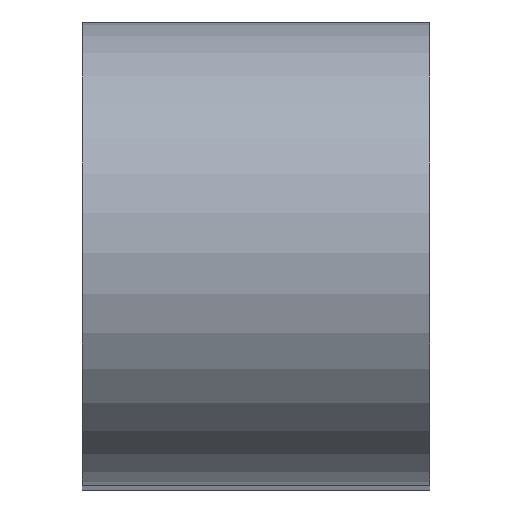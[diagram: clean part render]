
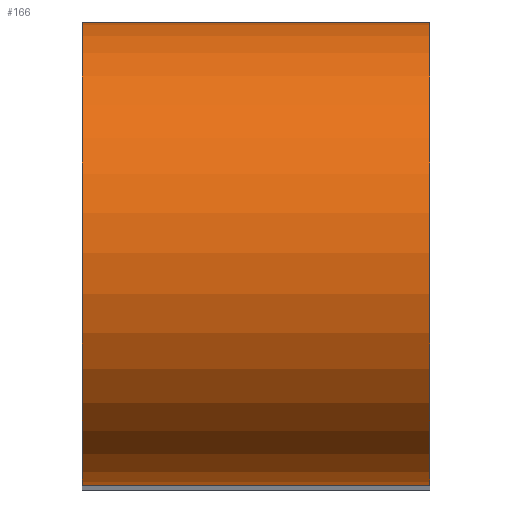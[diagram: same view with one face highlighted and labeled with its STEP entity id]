
A CAD part, top view. The second image highlights one B-rep face of the part: STEP entity #166.
In plain terms, the highlighted cylindrical face has radius 2 mm (diameter 4 mm), a partial arc.
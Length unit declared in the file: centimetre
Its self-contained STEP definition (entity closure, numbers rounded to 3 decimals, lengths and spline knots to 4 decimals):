
#28=FACE_OUTER_BOUND('',#40,.T.);
#40=EDGE_LOOP('',(#131,#132,#133,#134));
#54=LINE('',#295,#65);
#55=LINE('',#296,#66);
#65=VECTOR('',#245,1.);
#66=VECTOR('',#246,1.);
#74=CIRCLE('',#200,0.2);
#78=CIRCLE('',#206,0.2);
#85=VERTEX_POINT('',#276);
#86=VERTEX_POINT('',#278);
#91=VERTEX_POINT('',#292);
#92=VERTEX_POINT('',#293);
#100=EDGE_CURVE('',#86,#85,#74,.T.);
#107=EDGE_CURVE('',#91,#92,#78,.T.);
#108=EDGE_CURVE('',#92,#86,#54,.T.);
#109=EDGE_CURVE('',#85,#91,#55,.T.);
#131=ORIENTED_EDGE('',*,*,#107,.T.);
#132=ORIENTED_EDGE('',*,*,#108,.T.);
#133=ORIENTED_EDGE('',*,*,#100,.T.);
#134=ORIENTED_EDGE('',*,*,#109,.T.);
#160=CYLINDRICAL_SURFACE('',#205,0.2);
#166=ADVANCED_FACE('',(#28),#160,.T.);
#200=AXIS2_PLACEMENT_3D('',#279,#228,#229);
#205=AXIS2_PLACEMENT_3D('',#291,#241,#242);
#206=AXIS2_PLACEMENT_3D('',#294,#243,#244);
#228=DIRECTION('center_axis',(1.,0.,0.));
#229=DIRECTION('ref_axis',(0.,-0.707,0.707));
#241=DIRECTION('center_axis',(1.,0.,0.));
#242=DIRECTION('ref_axis',(0.,0.707,0.707));
#243=DIRECTION('center_axis',(-1.,0.,0.));
#244=DIRECTION('ref_axis',(0.,-0.707,0.707));
#245=DIRECTION('',(-1.,0.,0.));
#246=DIRECTION('',(1.,0.,0.));
#276=CARTESIAN_POINT('',(0.,-0.2,1.05));
#278=CARTESIAN_POINT('',(0.,0.2,1.05));
#279=CARTESIAN_POINT('Origin',(0.,0.,1.05));
#291=CARTESIAN_POINT('Origin',(0.,0.,1.05));
#292=CARTESIAN_POINT('',(0.3,-0.2,1.05));
#293=CARTESIAN_POINT('',(0.3,0.2,1.05));
#294=CARTESIAN_POINT('Origin',(0.3,0.,1.05));
#295=CARTESIAN_POINT('',(0.,0.2,1.05));
#296=CARTESIAN_POINT('',(0.,-0.2,1.05));
